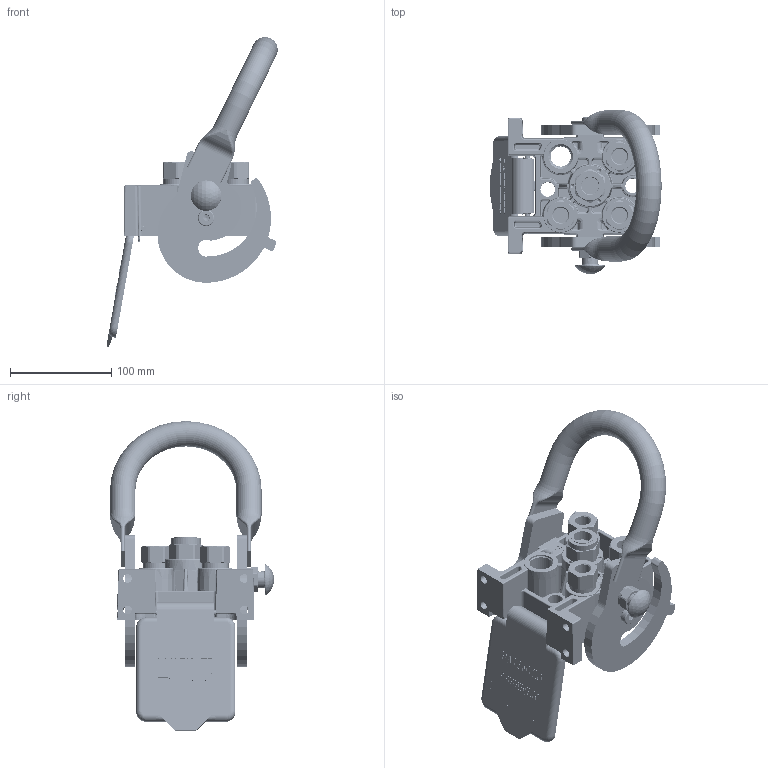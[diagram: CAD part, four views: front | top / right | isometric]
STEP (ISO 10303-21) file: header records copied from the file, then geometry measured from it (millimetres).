
FILE_DESCRIPTION (( 'STEP AP214' ), '1' );
FILE_NAME ('FASTER.step', '2023-02-08T17:20:37', ( '' ), ( '' ), 'SwSTEP 2.0', 'SolidWorks 2017', '' );
FILE_SCHEMA (( 'AUTOMOTIVE_DESIGN' ));
Length unit declared in the file: millimetre
Products named in the file (35): 2ffnb12_gas_f; 4132_014_0000_000; 4830_024_4001_001; 4830_024_4001_001^4830_024_4001_001; CURS_MOLLA_38; or1_5x7_m; 4142_072_1000_300; A_2ffnb38_gas_f; sicura_p5; FASTER; 0048_042_0412_000; 4830_025_0000_001; 4820_001_0004_000; 4830_001_0005_301; 4830_025_1000_000; 4830_025_2000_000; 4840_024_1000_010; 4830_022_0000_011; 4840_024_1000_020; 4340_014_0000_000; 4132_072_0000_300; 2ffnb38_gas_f; 4810_001_0001_014; curs_molla_12; 4830_001_0005_300; 4832_020_4001_000; 4830_013_3000_030; 4830_024_4001_011; P506-1_F_BASE; 4830_070_0000_001; A_2ffnb12_gas_f; et012; 0048_317_1000_000
Assembly tree (37 placements, depth 4):
  4830_024_4001_001^4830_024_4001_001
  FASTER
    P506-1_F_BASE
      4832_020_4001_000
      4830_013_3000_030  x2
      4820_001_0004_000
      4810_001_0001_014
      4830_001_0005_300
      4830_001_0005_301
      0048_317_1000_000  x2
    A_2ffnb38_gas_f  x3
      CURS_MOLLA_38
        4132_072_0000_300
        4132_014_0000_000
      2ffnb38_gas_f
        2ffnb38_gas_f
    A_2ffnb12_gas_f
      curs_molla_12
        4340_014_0000_000
        4142_072_1000_300
      2ffnb12_gas_f
        2ffnb12_gas_f
    4830_024_4001_001
      sicura_p5
        4830_025_0000_001
        or1_5x7_m
        0048_042_0412_000
      4840_024_1000_020
      4840_024_1000_010
      4830_024_4001_011
      4830_025_2000_000
      4830_025_1000_000
      4830_022_0000_011
      4830_070_0000_001
    et012
Bounding box: 168.92 x 161.73 x 305.46 mm (x, y, z)
Volume: 234796.1 mm3; surface area: 310842.6 mm2
Topology: 24 solids, 72 shells, 5319 faces, 13830 edges, 8798 vertices
Faces by surface type: plane 3053, cylinder 980, bspline 564, cone 392, torus 273, sphere 57
Entity records: 205752 total; most frequent: CARTESIAN_POINT 89478, ORIENTED_EDGE 24454, DIRECTION 21235, EDGE_CURVE 12343, LINE 8485, VECTOR 8485, VERTEX_POINT 7881, AXIS2_PLACEMENT_3D 6375
